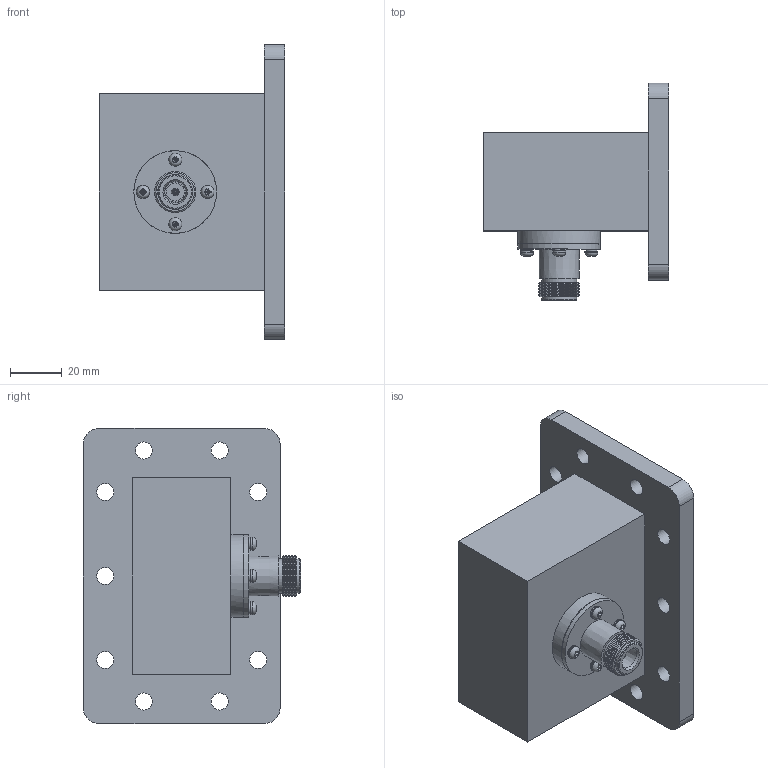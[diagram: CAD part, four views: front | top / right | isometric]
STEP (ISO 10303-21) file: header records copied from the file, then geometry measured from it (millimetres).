
FILE_DESCRIPTION (( 'STEP AP214' ), '1' );
FILE_NAME ('PEWCA1081_3D.STEP', '2020-05-19T20:26:04', ( '' ), ( '' ), 'SwSTEP 2.0', 'SolidWorks 2018', '' );
FILE_SCHEMA (( 'AUTOMOTIVE_DESIGN' ));
Length unit declared in the file: inch
Products named in the file (1): PEWCA1081_3D
Bounding box: 72 x 84.16 x 114.27 mm (x, y, z)
Volume: 89716.6 mm3; surface area: 53282.7 mm2
Topology: 1 solids, 1 shells, 160 faces, 402 edges, 253 vertices
Faces by surface type: plane 88, cone 46, cylinder 22, torus 4
Full cylindrical faces by diameter (mm): 4.429 x4, 5.08 x4, 6.605 x10
Entity records: 4635 total; most frequent: CARTESIAN_POINT 1104, DIRECTION 692, ORIENTED_EDGE 644, EDGE_CURVE 322, AXIS2_PLACEMENT_3D 262, EDGE_LOOP 258, VERTEX_POINT 242, FACE_OUTER_BOUND 182
